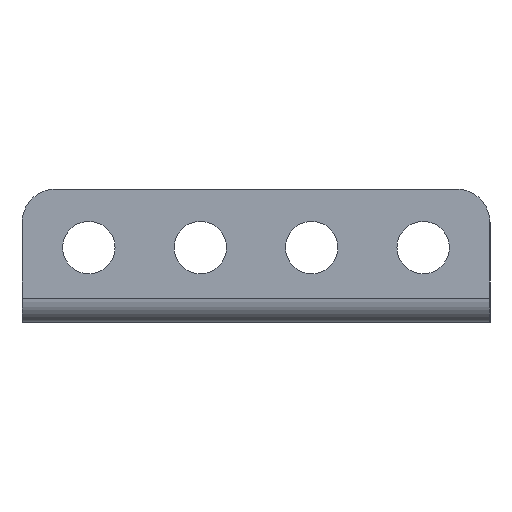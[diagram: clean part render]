
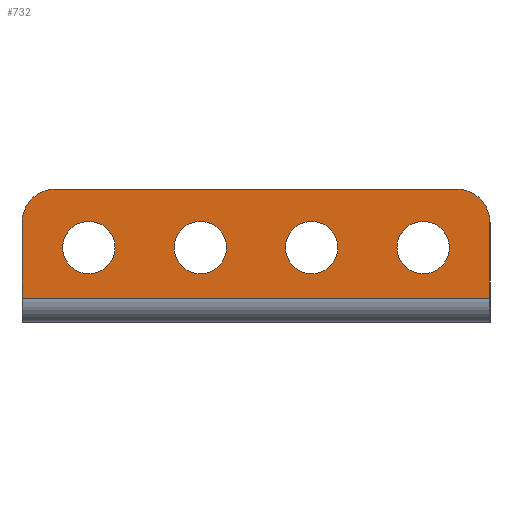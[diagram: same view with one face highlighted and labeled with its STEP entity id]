
A CAD part, left-side view. The second image highlights one B-rep face of the part: STEP entity #732.
In plain terms, the highlighted planar face has unit normal (-1, 0, 0).
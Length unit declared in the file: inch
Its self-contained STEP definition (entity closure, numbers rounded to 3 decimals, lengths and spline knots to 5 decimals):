
#1 = CARTESIAN_POINT ( 'NONE',  ( 0., 1.75, 0. ) ) ;
#23 = CARTESIAN_POINT ( 'NONE',  ( 0., 1.625, -0.125 ) ) ;
#59 = CARTESIAN_POINT ( 'NONE',  ( 0., 0., -0.125 ) ) ;
#125 = EDGE_LOOP ( 'NONE', ( #1897, #1662 ) ) ;
#132 = VERTEX_POINT ( 'NONE', #1657 ) ;
#153 = VERTEX_POINT ( 'NONE', #3302 ) ;
#173 = AXIS2_PLACEMENT_3D ( 'NONE', #2467, #1724, #2736 ) ;
#174 = CIRCLE ( 'NONE', #2203, 0.125 ) ;
#178 = LINE ( 'NONE', #2053, #1350 ) ;
#215 = DIRECTION ( 'NONE',  ( 1., 0., 0. ) ) ;
#229 = AXIS2_PLACEMENT_3D ( 'NONE', #2147, #2442, #775 ) ;
#258 = LINE ( 'NONE', #1, #1017 ) ;
#275 = VERTEX_POINT ( 'NONE', #2274 ) ;
#277 = DIRECTION ( 'NONE',  ( 0., 0., -1. ) ) ;
#299 = ORIENTED_EDGE ( 'NONE', *, *, #2537, .T. ) ;
#306 = CARTESIAN_POINT ( 'NONE',  ( 0., 1.75, -0.125 ) ) ;
#393 = ORIENTED_EDGE ( 'NONE', *, *, #2667, .T. ) ;
#405 = AXIS2_PLACEMENT_3D ( 'NONE', #2283, #3362, #431 ) ;
#417 = CARTESIAN_POINT ( 'NONE',  ( 0., 1.625, 0. ) ) ;
#431 = DIRECTION ( 'NONE',  ( 0., 0., -1. ) ) ;
#474 = EDGE_CURVE ( 'NONE', #2686, #153, #3196, .T. ) ;
#477 = EDGE_CURVE ( 'NONE', #1582, #935, #3256, .T. ) ;
#498 = CARTESIAN_POINT ( 'NONE',  ( 0., 1.5, -0.12075 ) ) ;
#511 = CIRCLE ( 'NONE', #405, 0.098 ) ;
#513 = ORIENTED_EDGE ( 'NONE', *, *, #474, .T. ) ;
#530 = CARTESIAN_POINT ( 'NONE',  ( 0., 1.5, -0.21875 ) ) ;
#601 = EDGE_CURVE ( 'NONE', #1582, #2834, #2221, .T. ) ;
#642 = EDGE_CURVE ( 'NONE', #1191, #3377, #2249, .T. ) ;
#664 = FACE_BOUND ( 'NONE', #3037, .T. ) ;
#732 = ADVANCED_FACE ( 'NONE', ( #2737, #664, #882, #1710, #1726 ), #1179, .T. ) ;
#756 = DIRECTION ( 'NONE',  ( -1., 0., 0. ) ) ;
#761 = DIRECTION ( 'NONE',  ( -1., 0., 0. ) ) ;
#775 = DIRECTION ( 'NONE',  ( 0., 0., -1. ) ) ;
#882 = FACE_BOUND ( 'NONE', #1722, .T. ) ;
#935 = VERTEX_POINT ( 'NONE', #306 ) ;
#952 = AXIS2_PLACEMENT_3D ( 'NONE', #2491, #2735, #277 ) ;
#1015 = CARTESIAN_POINT ( 'NONE',  ( 0., 0.66667, -0.31675 ) ) ;
#1017 = VECTOR ( 'NONE', #1071, 39.37008 ) ;
#1019 = EDGE_LOOP ( 'NONE', ( #2456, #2670, #1283, #3174, #2844, #1697 ) ) ;
#1057 = VERTEX_POINT ( 'NONE', #498 ) ;
#1071 = DIRECTION ( 'NONE',  ( 0., 0., -1. ) ) ;
#1141 = DIRECTION ( 'NONE',  ( 0., 0., -1. ) ) ;
#1160 = DIRECTION ( 'NONE',  ( 0., 0., -1. ) ) ;
#1175 = AXIS2_PLACEMENT_3D ( 'NONE', #1957, #1672, #3028 ) ;
#1179 = PLANE ( 'NONE',  #1175 ) ;
#1191 = VERTEX_POINT ( 'NONE', #2689 ) ;
#1270 = CARTESIAN_POINT ( 'NONE',  ( 0., 0.125, -0.125 ) ) ;
#1283 = ORIENTED_EDGE ( 'NONE', *, *, #601, .F. ) ;
#1350 = VECTOR ( 'NONE', #3363, 39.37008 ) ;
#1391 = CARTESIAN_POINT ( 'NONE',  ( 0., 1.08333, -0.21875 ) ) ;
#1438 = EDGE_CURVE ( 'NONE', #132, #1968, #2872, .T. ) ;
#1522 = LINE ( 'NONE', #2042, #1973 ) ;
#1555 = EDGE_CURVE ( 'NONE', #3060, #2396, #1522, .T. ) ;
#1582 = VERTEX_POINT ( 'NONE', #417 ) ;
#1628 = CIRCLE ( 'NONE', #173, 0.098 ) ;
#1657 = CARTESIAN_POINT ( 'NONE',  ( 0., 0.25, -0.12075 ) ) ;
#1662 = ORIENTED_EDGE ( 'NONE', *, *, #1438, .T. ) ;
#1672 = DIRECTION ( 'NONE',  ( -1., 0., 0. ) ) ;
#1697 = ORIENTED_EDGE ( 'NONE', *, *, #3178, .T. ) ;
#1710 = FACE_BOUND ( 'NONE', #3306, .T. ) ;
#1722 = EDGE_LOOP ( 'NONE', ( #1999, #2229 ) ) ;
#1724 = DIRECTION ( 'NONE',  ( 1., 0., 0. ) ) ;
#1726 = FACE_OUTER_BOUND ( 'NONE', #1019, .T. ) ;
#1747 = CIRCLE ( 'NONE', #229, 0.098 ) ;
#1816 = DIRECTION ( 'NONE',  ( 0., 0., 1. ) ) ;
#1822 = DIRECTION ( 'NONE',  ( 0., 0., 1. ) ) ;
#1897 = ORIENTED_EDGE ( 'NONE', *, *, #2445, .T. ) ;
#1907 = DIRECTION ( 'NONE',  ( 0., -1., 0. ) ) ;
#1957 = CARTESIAN_POINT ( 'NONE',  ( 0., 1.75, 0. ) ) ;
#1968 = VERTEX_POINT ( 'NONE', #2986 ) ;
#1973 = VECTOR ( 'NONE', #2607, 39.37008 ) ;
#1976 = CARTESIAN_POINT ( 'NONE',  ( 0., 0., -0.4075 ) ) ;
#1999 = ORIENTED_EDGE ( 'NONE', *, *, #642, .T. ) ;
#2042 = CARTESIAN_POINT ( 'NONE',  ( 0., 0., 0. ) ) ;
#2053 = CARTESIAN_POINT ( 'NONE',  ( 0., 1.75, -0.4075 ) ) ;
#2065 = AXIS2_PLACEMENT_3D ( 'NONE', #23, #761, #1822 ) ;
#2106 = CARTESIAN_POINT ( 'NONE',  ( 0., 0.25, -0.21875 ) ) ;
#2147 = CARTESIAN_POINT ( 'NONE',  ( 0., 1.5, -0.21875 ) ) ;
#2201 = AXIS2_PLACEMENT_3D ( 'NONE', #530, #215, #2629 ) ;
#2203 = AXIS2_PLACEMENT_3D ( 'NONE', #1270, #756, #1816 ) ;
#2221 = LINE ( 'NONE', #3253, #3372 ) ;
#2229 = ORIENTED_EDGE ( 'NONE', *, *, #2440, .T. ) ;
#2249 = CIRCLE ( 'NONE', #3419, 0.098 ) ;
#2270 = DIRECTION ( 'NONE',  ( 1., 0., 0. ) ) ;
#2274 = CARTESIAN_POINT ( 'NONE',  ( 0., 1.5, -0.31675 ) ) ;
#2283 = CARTESIAN_POINT ( 'NONE',  ( 0., 0.66667, -0.21875 ) ) ;
#2328 = CARTESIAN_POINT ( 'NONE',  ( 0., 1.75, -0.4075 ) ) ;
#2396 = VERTEX_POINT ( 'NONE', #1976 ) ;
#2440 = EDGE_CURVE ( 'NONE', #3377, #1191, #1628, .T. ) ;
#2442 = DIRECTION ( 'NONE',  ( 1., 0., 0. ) ) ;
#2445 = EDGE_CURVE ( 'NONE', #1968, #132, #3263, .T. ) ;
#2456 = ORIENTED_EDGE ( 'NONE', *, *, #1555, .F. ) ;
#2467 = CARTESIAN_POINT ( 'NONE',  ( 0., 1.08333, -0.21875 ) ) ;
#2484 = DIRECTION ( 'NONE',  ( 1., 0., 0. ) ) ;
#2491 = CARTESIAN_POINT ( 'NONE',  ( 0., 0.66667, -0.21875 ) ) ;
#2526 = EDGE_CURVE ( 'NONE', #935, #2743, #258, .T. ) ;
#2537 = EDGE_CURVE ( 'NONE', #153, #2686, #511, .T. ) ;
#2545 = ORIENTED_EDGE ( 'NONE', *, *, #3358, .T. ) ;
#2607 = DIRECTION ( 'NONE',  ( 0., 0., -1. ) ) ;
#2629 = DIRECTION ( 'NONE',  ( 0., 0., -1. ) ) ;
#2667 = EDGE_CURVE ( 'NONE', #1057, #275, #2703, .T. ) ;
#2670 = ORIENTED_EDGE ( 'NONE', *, *, #2758, .T. ) ;
#2686 = VERTEX_POINT ( 'NONE', #1015 ) ;
#2689 = CARTESIAN_POINT ( 'NONE',  ( 0., 1.08333, -0.31675 ) ) ;
#2703 = CIRCLE ( 'NONE', #2201, 0.098 ) ;
#2707 = AXIS2_PLACEMENT_3D ( 'NONE', #2106, #2899, #3183 ) ;
#2735 = DIRECTION ( 'NONE',  ( 1., 0., 0. ) ) ;
#2736 = DIRECTION ( 'NONE',  ( 0., 0., -1. ) ) ;
#2737 = FACE_BOUND ( 'NONE', #125, .T. ) ;
#2739 = CARTESIAN_POINT ( 'NONE',  ( 0., 0.125, 0. ) ) ;
#2743 = VERTEX_POINT ( 'NONE', #2328 ) ;
#2758 = EDGE_CURVE ( 'NONE', #3060, #2834, #174, .T. ) ;
#2834 = VERTEX_POINT ( 'NONE', #2739 ) ;
#2844 = ORIENTED_EDGE ( 'NONE', *, *, #2526, .T. ) ;
#2872 = CIRCLE ( 'NONE', #2707, 0.098 ) ;
#2899 = DIRECTION ( 'NONE',  ( 1., 0., 0. ) ) ;
#2941 = CARTESIAN_POINT ( 'NONE',  ( 0., 1.08333, -0.12075 ) ) ;
#2986 = CARTESIAN_POINT ( 'NONE',  ( 0., 0.25, -0.31675 ) ) ;
#3028 = DIRECTION ( 'NONE',  ( 0., 0., 1. ) ) ;
#3037 = EDGE_LOOP ( 'NONE', ( #513, #299 ) ) ;
#3060 = VERTEX_POINT ( 'NONE', #59 ) ;
#3075 = CARTESIAN_POINT ( 'NONE',  ( 0., 0.25, -0.21875 ) ) ;
#3174 = ORIENTED_EDGE ( 'NONE', *, *, #477, .T. ) ;
#3178 = EDGE_CURVE ( 'NONE', #2743, #2396, #178, .T. ) ;
#3183 = DIRECTION ( 'NONE',  ( 0., 0., -1. ) ) ;
#3196 = CIRCLE ( 'NONE', #952, 0.098 ) ;
#3253 = CARTESIAN_POINT ( 'NONE',  ( 0., 1.75, 0. ) ) ;
#3256 = CIRCLE ( 'NONE', #2065, 0.125 ) ;
#3263 = CIRCLE ( 'NONE', #3319, 0.098 ) ;
#3302 = CARTESIAN_POINT ( 'NONE',  ( 0., 0.66667, -0.12075 ) ) ;
#3306 = EDGE_LOOP ( 'NONE', ( #2545, #393 ) ) ;
#3319 = AXIS2_PLACEMENT_3D ( 'NONE', #3075, #2270, #1160 ) ;
#3358 = EDGE_CURVE ( 'NONE', #275, #1057, #1747, .T. ) ;
#3362 = DIRECTION ( 'NONE',  ( 1., 0., 0. ) ) ;
#3363 = DIRECTION ( 'NONE',  ( 0., -1., 0. ) ) ;
#3372 = VECTOR ( 'NONE', #1907, 39.37008 ) ;
#3377 = VERTEX_POINT ( 'NONE', #2941 ) ;
#3419 = AXIS2_PLACEMENT_3D ( 'NONE', #1391, #2484, #1141 ) ;
